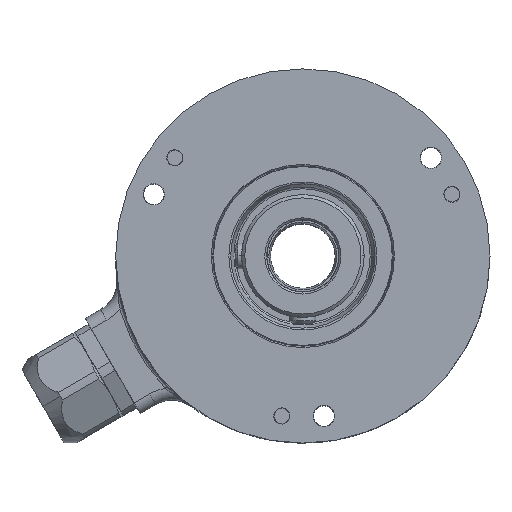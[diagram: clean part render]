
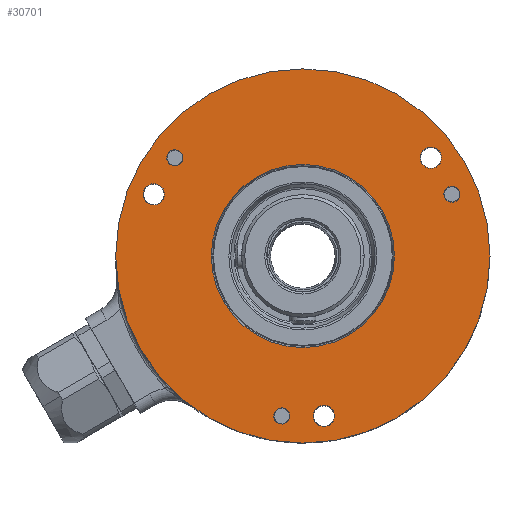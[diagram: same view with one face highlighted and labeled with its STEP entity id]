
A CAD part, top view. The second image highlights one B-rep face of the part: STEP entity #30701.
In plain terms, the highlighted planar face has unit normal (0, 0, 1).
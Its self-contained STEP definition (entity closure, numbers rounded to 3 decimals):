
#9621=CARTESIAN_POINT('',(0.,0.,18.));
#9622=DIRECTION('',(0.,0.,1.));
#9623=DIRECTION('',(1.,0.,0.));
#9624=AXIS2_PLACEMENT_3D('',#9621,#9622,#9623);
#9626=CARTESIAN_POINT('',(0.,0.,18.));
#9627=DIRECTION('',(0.,0.,1.));
#9628=DIRECTION('',(-1.,0.,0.));
#9629=AXIS2_PLACEMENT_3D('',#9626,#9627,#9628);
#9631=CARTESIAN_POINT('',(-19.834,15.219,18.));
#9632=DIRECTION('',(0.,0.,-1.));
#9633=DIRECTION('',(-0.793,0.609,0.));
#9634=AXIS2_PLACEMENT_3D('',#9631,#9632,#9633);
#9636=CARTESIAN_POINT('',(-19.834,15.219,18.));
#9637=DIRECTION('',(0.,0.,-1.));
#9638=DIRECTION('',(0.793,-0.609,0.));
#9639=AXIS2_PLACEMENT_3D('',#9636,#9637,#9638);
#9641=CARTESIAN_POINT('',(-3.263,-24.786,18.));
#9642=DIRECTION('',(0.,0.,-1.));
#9643=DIRECTION('',(-0.131,-0.991,0.));
#9644=AXIS2_PLACEMENT_3D('',#9641,#9642,#9643);
#9646=CARTESIAN_POINT('',(-3.263,-24.786,18.));
#9647=DIRECTION('',(0.,0.,-1.));
#9648=DIRECTION('',(0.131,0.991,0.));
#9649=AXIS2_PLACEMENT_3D('',#9646,#9647,#9648);
#9651=CARTESIAN_POINT('',(23.097,9.567,18.));
#9652=DIRECTION('',(0.,0.,-1.));
#9653=DIRECTION('',(0.924,0.383,0.));
#9654=AXIS2_PLACEMENT_3D('',#9651,#9652,#9653);
#9656=CARTESIAN_POINT('',(23.097,9.567,18.));
#9657=DIRECTION('',(0.,0.,-1.));
#9658=DIRECTION('',(-0.924,-0.383,0.));
#9659=AXIS2_PLACEMENT_3D('',#9656,#9657,#9658);
#9661=CARTESIAN_POINT('',(3.263,-24.786,18.));
#9662=DIRECTION('',(0.,0.,1.));
#9663=DIRECTION('',(0.,-1.,0.));
#9664=AXIS2_PLACEMENT_3D('',#9661,#9662,#9663);
#9666=CARTESIAN_POINT('',(3.263,-24.786,18.));
#9667=DIRECTION('',(0.,0.,1.));
#9668=DIRECTION('',(0.,1.,0.));
#9669=AXIS2_PLACEMENT_3D('',#9666,#9667,#9668);
#9671=CARTESIAN_POINT('',(19.834,15.219,18.));
#9672=DIRECTION('',(0.,0.,1.));
#9673=DIRECTION('',(0.,-1.,0.));
#9674=AXIS2_PLACEMENT_3D('',#9671,#9672,#9673);
#9676=CARTESIAN_POINT('',(19.834,15.219,18.));
#9677=DIRECTION('',(0.,0.,1.));
#9678=DIRECTION('',(0.,1.,0.));
#9679=AXIS2_PLACEMENT_3D('',#9676,#9677,#9678);
#9681=CARTESIAN_POINT('',(-23.097,9.567,18.));
#9682=DIRECTION('',(0.,0.,1.));
#9683=DIRECTION('',(0.,-1.,0.));
#9684=AXIS2_PLACEMENT_3D('',#9681,#9682,#9683);
#9686=CARTESIAN_POINT('',(-23.097,9.567,18.));
#9687=DIRECTION('',(0.,0.,1.));
#9688=DIRECTION('',(0.,1.,0.));
#9689=AXIS2_PLACEMENT_3D('',#9686,#9687,#9688);
#9691=CARTESIAN_POINT('',(0.,0.,18.));
#9692=DIRECTION('',(0.,0.,-1.));
#9693=DIRECTION('',(-1.,0.,0.));
#9694=AXIS2_PLACEMENT_3D('',#9691,#9692,#9693);
#9709=CARTESIAN_POINT('',(0.,0.,18.));
#9710=DIRECTION('',(0.,0.,-1.));
#9711=DIRECTION('',(1.,0.,0.));
#9712=AXIS2_PLACEMENT_3D('',#9709,#9710,#9711);
#16462=CARTESIAN_POINT('',(29.,0.,18.));
#16463=CARTESIAN_POINT('',(-29.,0.,18.));
#16464=VERTEX_POINT('',#16462);
#16465=VERTEX_POINT('',#16463);
#16546=CARTESIAN_POINT('',(-20.826,15.98,18.));
#16547=CARTESIAN_POINT('',(-18.842,14.458,18.));
#16548=VERTEX_POINT('',#16546);
#16549=VERTEX_POINT('',#16547);
#16550=CARTESIAN_POINT('',(-3.426,-26.025,18.));
#16551=CARTESIAN_POINT('',(-3.1,-23.547,18.));
#16552=VERTEX_POINT('',#16550);
#16553=VERTEX_POINT('',#16551);
#16554=CARTESIAN_POINT('',(24.252,10.045,18.));
#16555=CARTESIAN_POINT('',(21.942,9.089,18.));
#16556=VERTEX_POINT('',#16554);
#16557=VERTEX_POINT('',#16555);
#16656=CARTESIAN_POINT('',(14.188,0.,18.));
#16657=CARTESIAN_POINT('',(-14.188,0.,18.));
#16658=VERTEX_POINT('',#16656);
#16659=VERTEX_POINT('',#16657);
#16855=CARTESIAN_POINT('',(3.263,-26.436,18.));
#16856=CARTESIAN_POINT('',(3.263,-23.136,18.));
#16857=VERTEX_POINT('',#16855);
#16858=VERTEX_POINT('',#16856);
#16863=CARTESIAN_POINT('',(19.834,13.569,18.));
#16864=CARTESIAN_POINT('',(19.834,16.869,18.));
#16865=VERTEX_POINT('',#16863);
#16866=VERTEX_POINT('',#16864);
#16871=CARTESIAN_POINT('',(-23.097,7.917,18.));
#16872=CARTESIAN_POINT('',(-23.097,11.217,18.));
#16873=VERTEX_POINT('',#16871);
#16874=VERTEX_POINT('',#16872);
#30650=CARTESIAN_POINT('',(0.,0.,18.));
#30651=DIRECTION('',(0.,0.,1.));
#30652=DIRECTION('',(1.,0.,0.));
#30653=AXIS2_PLACEMENT_3D('',#30650,#30651,#30652);
#30654=PLANE('',#30653);
#30655=ORIENTED_EDGE('',*,*,#30627,.F.);
#30656=ORIENTED_EDGE('',*,*,#30641,.F.);
#30657=EDGE_LOOP('',(#30655,#30656));
#30658=FACE_OUTER_BOUND('',#30657,.F.);
#30660=ORIENTED_EDGE('',*,*,#30659,.F.);
#30662=ORIENTED_EDGE('',*,*,#30661,.F.);
#30663=EDGE_LOOP('',(#30660,#30662));
#30664=FACE_BOUND('',#30663,.F.);
#30666=ORIENTED_EDGE('',*,*,#30665,.F.);
#30668=ORIENTED_EDGE('',*,*,#30667,.F.);
#30669=EDGE_LOOP('',(#30666,#30668));
#30670=FACE_BOUND('',#30669,.F.);
#30672=ORIENTED_EDGE('',*,*,#30671,.F.);
#30674=ORIENTED_EDGE('',*,*,#30673,.F.);
#30675=EDGE_LOOP('',(#30672,#30674));
#30676=FACE_BOUND('',#30675,.F.);
#30678=ORIENTED_EDGE('',*,*,#30677,.F.);
#30680=ORIENTED_EDGE('',*,*,#30679,.F.);
#30681=EDGE_LOOP('',(#30678,#30680));
#30682=FACE_BOUND('',#30681,.F.);
#30684=ORIENTED_EDGE('',*,*,#30683,.T.);
#30686=ORIENTED_EDGE('',*,*,#30685,.T.);
#30687=EDGE_LOOP('',(#30684,#30686));
#30688=FACE_BOUND('',#30687,.F.);
#30690=ORIENTED_EDGE('',*,*,#30689,.T.);
#30692=ORIENTED_EDGE('',*,*,#30691,.T.);
#30693=EDGE_LOOP('',(#30690,#30692));
#30694=FACE_BOUND('',#30693,.F.);
#30696=ORIENTED_EDGE('',*,*,#30695,.T.);
#30698=ORIENTED_EDGE('',*,*,#30697,.T.);
#30699=EDGE_LOOP('',(#30696,#30698));
#30700=FACE_BOUND('',#30699,.F.);
#9625=CIRCLE('',#9624,29.);
#9630=CIRCLE('',#9629,29.);
#9635=CIRCLE('',#9634,1.25);
#9640=CIRCLE('',#9639,1.25);
#9645=CIRCLE('',#9644,1.25);
#9650=CIRCLE('',#9649,1.25);
#9655=CIRCLE('',#9654,1.25);
#9660=CIRCLE('',#9659,1.25);
#9665=CIRCLE('',#9664,1.65);
#9670=CIRCLE('',#9669,1.65);
#9675=CIRCLE('',#9674,1.65);
#9680=CIRCLE('',#9679,1.65);
#9685=CIRCLE('',#9684,1.65);
#9690=CIRCLE('',#9689,1.65);
#9695=CIRCLE('',#9694,14.188);
#9713=CIRCLE('',#9712,14.188);
#30627=EDGE_CURVE('',#16464,#16465,#9625,.T.);
#30641=EDGE_CURVE('',#16465,#16464,#9630,.T.);
#30659=EDGE_CURVE('',#16659,#16658,#9695,.T.);
#30661=EDGE_CURVE('',#16658,#16659,#9713,.T.);
#30665=EDGE_CURVE('',#16548,#16549,#9635,.T.);
#30667=EDGE_CURVE('',#16549,#16548,#9640,.T.);
#30671=EDGE_CURVE('',#16552,#16553,#9645,.T.);
#30673=EDGE_CURVE('',#16553,#16552,#9650,.T.);
#30677=EDGE_CURVE('',#16556,#16557,#9655,.T.);
#30679=EDGE_CURVE('',#16557,#16556,#9660,.T.);
#30683=EDGE_CURVE('',#16857,#16858,#9665,.T.);
#30685=EDGE_CURVE('',#16858,#16857,#9670,.T.);
#30689=EDGE_CURVE('',#16865,#16866,#9675,.T.);
#30691=EDGE_CURVE('',#16866,#16865,#9680,.T.);
#30695=EDGE_CURVE('',#16873,#16874,#9685,.T.);
#30697=EDGE_CURVE('',#16874,#16873,#9690,.T.);
#30701=ADVANCED_FACE('',(#30658,#30664,#30670,#30676,#30682,#30688,#30694,
#30700),#30654,.T.);
